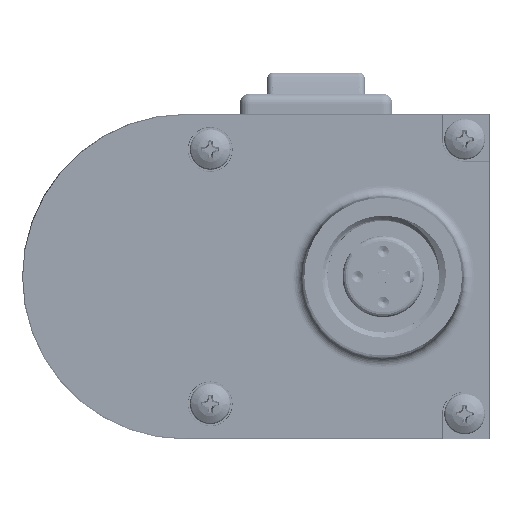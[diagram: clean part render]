
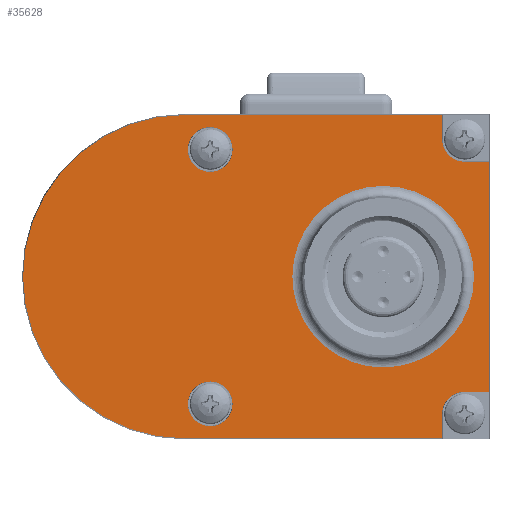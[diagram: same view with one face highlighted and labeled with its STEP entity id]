
A CAD part, left-side view. The second image highlights one B-rep face of the part: STEP entity #35628.
In plain terms, the highlighted face is planar.
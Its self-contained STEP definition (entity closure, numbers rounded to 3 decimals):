
#32358=CARTESIAN_POINT('',(12.5,-2.5,0.));
#32359=DIRECTION('',(0.,0.,1.));
#32360=DIRECTION('',(1.,0.,0.));
#32361=AXIS2_PLACEMENT_3D('',#32358,#32359,#32360);
#32363=CARTESIAN_POINT('',(12.5,-2.5,0.));
#32364=DIRECTION('',(0.,0.,1.));
#32365=DIRECTION('',(-1.,0.,0.));
#32366=AXIS2_PLACEMENT_3D('',#32363,#32364,#32365);
#32368=CARTESIAN_POINT('',(-12.5,-2.5,0.));
#32369=DIRECTION('',(0.,0.,1.));
#32370=DIRECTION('',(1.,0.,0.));
#32371=AXIS2_PLACEMENT_3D('',#32368,#32369,#32370);
#32373=CARTESIAN_POINT('',(-12.5,-2.5,0.));
#32374=DIRECTION('',(0.,0.,1.));
#32375=DIRECTION('',(-1.,0.,0.));
#32376=AXIS2_PLACEMENT_3D('',#32373,#32374,#32375);
#32378=CARTESIAN_POINT('',(0.,0.,0.));
#32379=DIRECTION('',(0.,0.,1.));
#32380=DIRECTION('',(1.,0.,0.));
#32381=AXIS2_PLACEMENT_3D('',#32378,#32379,#32380);
#32383=DIRECTION('',(0.,1.,0.));
#32384=VECTOR('',#32383,25.3);
#32385=CARTESIAN_POINT('',(15.895,-25.3,0.));
#32386=LINE('',#32385,#32384);
#32387=DIRECTION('',(-1.,0.,0.));
#32388=VECTOR('',#32387,2.395);
#32389=CARTESIAN_POINT('',(15.895,-25.3,0.));
#32390=LINE('',#32389,#32388);
#32391=CARTESIAN_POINT('',(13.5,-27.5,0.));
#32392=DIRECTION('',(0.,0.,1.));
#32393=DIRECTION('',(0.,1.,0.));
#32394=AXIS2_PLACEMENT_3D('',#32391,#32392,#32393);
#32396=DIRECTION('',(0.,1.,0.));
#32397=VECTOR('',#32396,2.395);
#32398=CARTESIAN_POINT('',(11.3,-29.895,0.));
#32399=LINE('',#32398,#32397);
#32400=DIRECTION('',(1.,0.,0.));
#32401=VECTOR('',#32400,22.6);
#32402=CARTESIAN_POINT('',(-11.3,-29.895,0.));
#32403=LINE('',#32402,#32401);
#32404=DIRECTION('',(0.,1.,0.));
#32405=VECTOR('',#32404,2.395);
#32406=CARTESIAN_POINT('',(-11.3,-29.895,0.));
#32407=LINE('',#32406,#32405);
#32408=CARTESIAN_POINT('',(-13.5,-27.5,0.));
#32409=DIRECTION('',(0.,0.,1.));
#32410=DIRECTION('',(1.,0.,0.));
#32411=AXIS2_PLACEMENT_3D('',#32408,#32409,#32410);
#32413=DIRECTION('',(1.,0.,0.));
#32414=VECTOR('',#32413,2.395);
#32415=CARTESIAN_POINT('',(-15.895,-25.3,0.));
#32416=LINE('',#32415,#32414);
#32417=DIRECTION('',(0.,1.,0.));
#32418=VECTOR('',#32417,25.3);
#32419=CARTESIAN_POINT('',(-15.895,-25.3,0.));
#32420=LINE('',#32419,#32418);
#32421=CARTESIAN_POINT('',(0.,-19.5,0.));
#32422=DIRECTION('',(0.,0.,1.));
#32423=DIRECTION('',(0.,1.,0.));
#32424=AXIS2_PLACEMENT_3D('',#32421,#32422,#32423);
#32426=CARTESIAN_POINT('',(0.,-19.5,0.));
#32427=DIRECTION('',(0.,0.,1.));
#32428=DIRECTION('',(0.,-1.,0.));
#32429=AXIS2_PLACEMENT_3D('',#32426,#32427,#32428);
#35217=CARTESIAN_POINT('',(15.895,0.,0.));
#35219=VERTEX_POINT('',#35217);
#35221=CARTESIAN_POINT('',(-15.895,0.,0.));
#35223=VERTEX_POINT('',#35221);
#35232=CARTESIAN_POINT('',(14.7,-2.5,0.));
#35233=CARTESIAN_POINT('',(10.3,-2.5,0.));
#35234=VERTEX_POINT('',#35232);
#35235=VERTEX_POINT('',#35233);
#35236=CARTESIAN_POINT('',(-10.3,-2.5,0.));
#35237=CARTESIAN_POINT('',(-14.7,-2.5,0.));
#35238=VERTEX_POINT('',#35236);
#35239=VERTEX_POINT('',#35237);
#35351=CARTESIAN_POINT('',(0.,-10.575,0.));
#35352=CARTESIAN_POINT('',(0.,-28.425,0.));
#35353=VERTEX_POINT('',#35351);
#35354=VERTEX_POINT('',#35352);
#35527=CARTESIAN_POINT('',(13.5,-25.3,0.));
#35528=CARTESIAN_POINT('',(11.3,-27.5,0.));
#35529=VERTEX_POINT('',#35527);
#35530=VERTEX_POINT('',#35528);
#35531=CARTESIAN_POINT('',(-11.3,-27.5,0.));
#35532=CARTESIAN_POINT('',(-13.5,-25.3,0.));
#35533=VERTEX_POINT('',#35531);
#35534=VERTEX_POINT('',#35532);
#35535=CARTESIAN_POINT('',(15.895,-25.3,0.));
#35536=VERTEX_POINT('',#35535);
#35537=CARTESIAN_POINT('',(11.3,-29.895,0.));
#35538=VERTEX_POINT('',#35537);
#35539=CARTESIAN_POINT('',(-11.3,-29.895,0.));
#35540=VERTEX_POINT('',#35539);
#35541=CARTESIAN_POINT('',(-15.895,-25.3,0.));
#35542=VERTEX_POINT('',#35541);
#35583=CARTESIAN_POINT('',(0.,0.,0.));
#35584=DIRECTION('',(0.,0.,1.));
#35585=DIRECTION('',(1.,0.,0.));
#35586=AXIS2_PLACEMENT_3D('',#35583,#35584,#35585);
#35587=PLANE('',#35586);
#35589=ORIENTED_EDGE('',*,*,#35588,.F.);
#35591=ORIENTED_EDGE('',*,*,#35590,.F.);
#35593=ORIENTED_EDGE('',*,*,#35592,.T.);
#35595=ORIENTED_EDGE('',*,*,#35594,.T.);
#35597=ORIENTED_EDGE('',*,*,#35596,.F.);
#35599=ORIENTED_EDGE('',*,*,#35598,.F.);
#35601=ORIENTED_EDGE('',*,*,#35600,.T.);
#35603=ORIENTED_EDGE('',*,*,#35602,.T.);
#35605=ORIENTED_EDGE('',*,*,#35604,.F.);
#35607=ORIENTED_EDGE('',*,*,#35606,.T.);
#35608=EDGE_LOOP('',(#35589,#35591,#35593,#35595,#35597,#35599,#35601,#35603,
#35605,#35607));
#35609=FACE_OUTER_BOUND('',#35608,.F.);
#35611=ORIENTED_EDGE('',*,*,#35610,.T.);
#35613=ORIENTED_EDGE('',*,*,#35612,.T.);
#35614=EDGE_LOOP('',(#35611,#35613));
#35615=FACE_BOUND('',#35614,.F.);
#35617=ORIENTED_EDGE('',*,*,#35616,.T.);
#35619=ORIENTED_EDGE('',*,*,#35618,.T.);
#35620=EDGE_LOOP('',(#35617,#35619));
#35621=FACE_BOUND('',#35620,.F.);
#35623=ORIENTED_EDGE('',*,*,#35622,.T.);
#35625=ORIENTED_EDGE('',*,*,#35624,.T.);
#35626=EDGE_LOOP('',(#35623,#35625));
#35627=FACE_BOUND('',#35626,.F.);
#35628=ADVANCED_FACE('',(#35609,#35615,#35621,#35627),#35587,.T.);
#32362=CIRCLE('',#32361,2.2);
#32367=CIRCLE('',#32366,2.2);
#32372=CIRCLE('',#32371,2.2);
#32377=CIRCLE('',#32376,2.2);
#32382=CIRCLE('',#32381,15.895);
#32395=CIRCLE('',#32394,2.2);
#32412=CIRCLE('',#32411,2.2);
#32425=CIRCLE('',#32424,8.925);
#32430=CIRCLE('',#32429,8.925);
#35588=EDGE_CURVE('',#35219,#35223,#32382,.T.);
#35590=EDGE_CURVE('',#35536,#35219,#32386,.T.);
#35592=EDGE_CURVE('',#35536,#35529,#32390,.T.);
#35594=EDGE_CURVE('',#35529,#35530,#32395,.T.);
#35596=EDGE_CURVE('',#35538,#35530,#32399,.T.);
#35598=EDGE_CURVE('',#35540,#35538,#32403,.T.);
#35600=EDGE_CURVE('',#35540,#35533,#32407,.T.);
#35602=EDGE_CURVE('',#35533,#35534,#32412,.T.);
#35604=EDGE_CURVE('',#35542,#35534,#32416,.T.);
#35606=EDGE_CURVE('',#35542,#35223,#32420,.T.);
#35610=EDGE_CURVE('',#35238,#35239,#32372,.T.);
#35612=EDGE_CURVE('',#35239,#35238,#32377,.T.);
#35616=EDGE_CURVE('',#35234,#35235,#32362,.T.);
#35618=EDGE_CURVE('',#35235,#35234,#32367,.T.);
#35622=EDGE_CURVE('',#35353,#35354,#32425,.T.);
#35624=EDGE_CURVE('',#35354,#35353,#32430,.T.);
